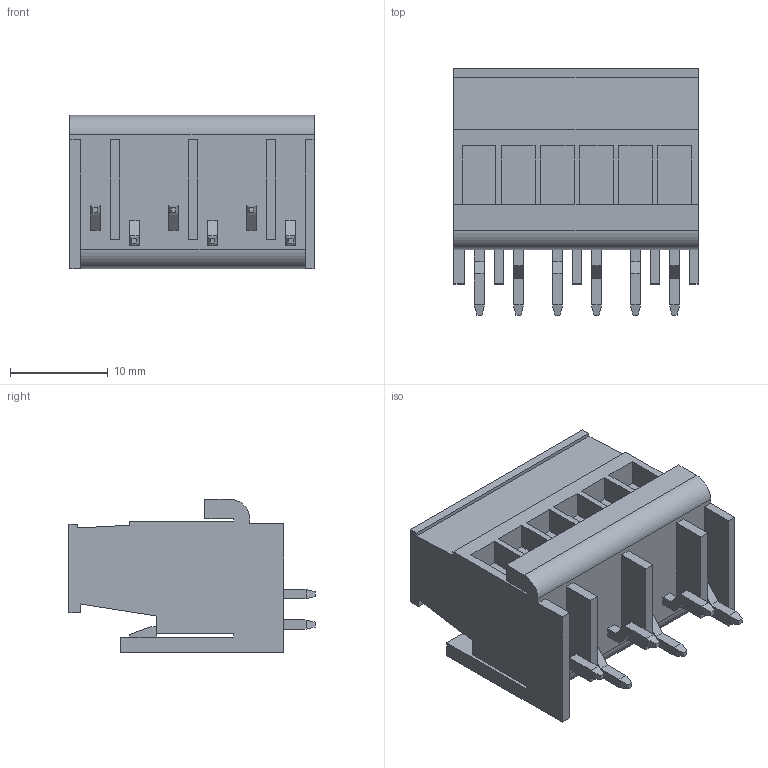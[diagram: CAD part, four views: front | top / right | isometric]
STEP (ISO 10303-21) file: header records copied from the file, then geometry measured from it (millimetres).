
FILE_DESCRIPTION(('CATIA V5 STEP Exchange','CAx-IF Rec.Pracs.--- Model Styling and Organization---1.4--- 2014-01-23'),'2;1');
FILE_NAME ('D1535786_0_2761000000_2761000000.stp','2022-05-18T02:50:00+00:00',('none'),('Weidmueller'),'CATIA Version 5-6 Release 2016 SP3 HF44','CATIA V5 STEP AP214','none');
FILE_SCHEMA(('AUTOMOTIVE_DESIGN { 1 0 10303 214 1 1 1 1 }'));
Length unit declared in the file: millimetre
Products named in the file (1): 2761000000
Bounding box: 25.03 x 25.24 x 15.7 mm (x, y, z)
Volume: 5254.9 mm3; surface area: 3928.6 mm2
Topology: 7 solids, 7 shells, 187 faces, 475 edges, 316 vertices
Faces by surface type: plane 173, cylinder 14
Entity records: 5335 total; most frequent: ORIENTED_EDGE 950, CARTESIAN_POINT 938, DIRECTION 767, EDGE_CURVE 475, VECTOR 447, LINE 447, VERTEX_POINT 316, EDGE_LOOP 203
